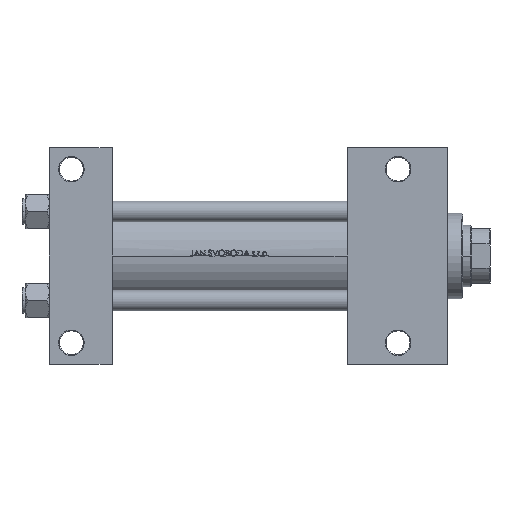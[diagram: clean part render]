
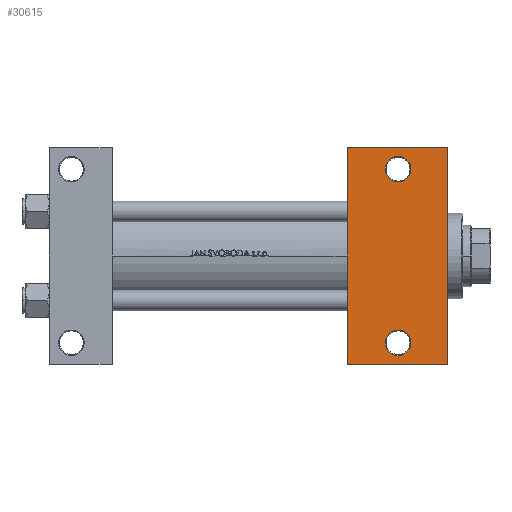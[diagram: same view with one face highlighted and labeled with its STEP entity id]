
A CAD part, front view. The second image highlights one B-rep face of the part: STEP entity #30615.
In plain terms, the highlighted face is planar.
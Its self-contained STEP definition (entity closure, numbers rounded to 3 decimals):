
#697 = DIRECTION ( 'NONE',  ( 0., -1., 0. ) ) ;
#782 = CARTESIAN_POINT ( 'NONE',  ( 175., -63.5, -37.5 ) ) ;
#1475 = LINE ( 'NONE', #42575, #38325 ) ;
#1734 = ORIENTED_EDGE ( 'NONE', *, *, #7155, .T. ) ;
#2221 = ORIENTED_EDGE ( 'NONE', *, *, #22089, .T. ) ;
#2620 = CARTESIAN_POINT ( 'NONE',  ( 175., -63.5, -37.5 ) ) ;
#3298 = VECTOR ( 'NONE', #13245, 1000. ) ;
#3957 = DIRECTION ( 'NONE',  ( -1., 0., 0. ) ) ;
#3980 = CIRCLE ( 'NONE', #30863, 7.5 ) ;
#5149 = ORIENTED_EDGE ( 'NONE', *, *, #43994, .T. ) ;
#5290 = DIRECTION ( 'NONE',  ( -1., 0., 0. ) ) ;
#5344 = ORIENTED_EDGE ( 'NONE', *, *, #16548, .T. ) ;
#7155 = EDGE_CURVE ( 'NONE', #40241, #17881, #45255, .T. ) ;
#7249 = VERTEX_POINT ( 'NONE', #41934 ) ;
#9195 = VERTEX_POINT ( 'NONE', #18352 ) ;
#9247 = EDGE_LOOP ( 'NONE', ( #1734, #41011 ) ) ;
#10242 = CIRCLE ( 'NONE', #16420, 7.5 ) ;
#10805 = CIRCLE ( 'NONE', #26921, 7.5 ) ;
#11138 = PLANE ( 'NONE',  #41484 ) ;
#12320 = VERTEX_POINT ( 'NONE', #782 ) ;
#13007 = AXIS2_PLACEMENT_3D ( 'NONE', #22467, #40513, #3957 ) ;
#13245 = DIRECTION ( 'NONE',  ( 1., 0., 0. ) ) ;
#13444 = CARTESIAN_POINT ( 'NONE',  ( 212.5, 51., -37.5 ) ) ;
#14846 = CARTESIAN_POINT ( 'NONE',  ( 197.5, -51., -37.5 ) ) ;
#16420 = AXIS2_PLACEMENT_3D ( 'NONE', #24571, #42606, #28404 ) ;
#16548 = EDGE_CURVE ( 'NONE', #9195, #44015, #3980, .T. ) ;
#17881 = VERTEX_POINT ( 'NONE', #34928 ) ;
#17944 = DIRECTION ( 'NONE',  ( -1., 0., 0. ) ) ;
#18352 = CARTESIAN_POINT ( 'NONE',  ( 197.5, 51., -37.5 ) ) ;
#18838 = ORIENTED_EDGE ( 'NONE', *, *, #30953, .T. ) ;
#20524 = EDGE_CURVE ( 'NONE', #17881, #40241, #10242, .T. ) ;
#20526 = CARTESIAN_POINT ( 'NONE',  ( 234., -63.5, -37.5 ) ) ;
#20777 = EDGE_LOOP ( 'NONE', ( #5344, #18838 ) ) ;
#22089 = EDGE_CURVE ( 'NONE', #7249, #28186, #44942, .T. ) ;
#22467 = CARTESIAN_POINT ( 'NONE',  ( 205., -51., -37.5 ) ) ;
#22678 = FACE_BOUND ( 'NONE', #9247, .T. ) ;
#24571 = CARTESIAN_POINT ( 'NONE',  ( 205., -51., -37.5 ) ) ;
#24883 = VERTEX_POINT ( 'NONE', #30555 ) ;
#25815 = CARTESIAN_POINT ( 'NONE',  ( 234., 37.5, -37.5 ) ) ;
#26052 = FACE_BOUND ( 'NONE', #20777, .T. ) ;
#26879 = EDGE_CURVE ( 'NONE', #24883, #12320, #1475, .T. ) ;
#26898 = CARTESIAN_POINT ( 'NONE',  ( 234., 37.5, -37.5 ) ) ;
#26921 = AXIS2_PLACEMENT_3D ( 'NONE', #33912, #34160, #5290 ) ;
#27679 = LINE ( 'NONE', #39862, #3298 ) ;
#28186 = VERTEX_POINT ( 'NONE', #20526 ) ;
#28404 = DIRECTION ( 'NONE',  ( -1., 0., 0. ) ) ;
#28586 = LINE ( 'NONE', #2620, #34882 ) ;
#30555 = CARTESIAN_POINT ( 'NONE',  ( 175., 63.5, -37.5 ) ) ;
#30574 = DIRECTION ( 'NONE',  ( 0., -1., 0. ) ) ;
#30615 = ADVANCED_FACE ( 'NONE', ( #26052, #22678, #40705 ), #11138, .T. ) ;
#30863 = AXIS2_PLACEMENT_3D ( 'NONE', #46546, #46778, #17944 ) ;
#30953 = EDGE_CURVE ( 'NONE', #44015, #9195, #10805, .T. ) ;
#31063 = VECTOR ( 'NONE', #697, 1000. ) ;
#33912 = CARTESIAN_POINT ( 'NONE',  ( 205., 51., -37.5 ) ) ;
#34160 = DIRECTION ( 'NONE',  ( 0., 0., 1. ) ) ;
#34882 = VECTOR ( 'NONE', #39171, 1000. ) ;
#34928 = CARTESIAN_POINT ( 'NONE',  ( 212.5, -51., -37.5 ) ) ;
#35865 = ORIENTED_EDGE ( 'NONE', *, *, #26879, .F. ) ;
#36111 = EDGE_LOOP ( 'NONE', ( #35865, #38997, #2221, #5149 ) ) ;
#36972 = EDGE_CURVE ( 'NONE', #24883, #7249, #27679, .T. ) ;
#38325 = VECTOR ( 'NONE', #30574, 1000. ) ;
#38997 = ORIENTED_EDGE ( 'NONE', *, *, #36972, .T. ) ;
#39171 = DIRECTION ( 'NONE',  ( -1., 0., 0. ) ) ;
#39862 = CARTESIAN_POINT ( 'NONE',  ( 175., 63.5, -37.5 ) ) ;
#40241 = VERTEX_POINT ( 'NONE', #14846 ) ;
#40481 = DIRECTION ( 'NONE',  ( -1., 0., 0. ) ) ;
#40513 = DIRECTION ( 'NONE',  ( 0., 0., 1. ) ) ;
#40705 = FACE_OUTER_BOUND ( 'NONE', #36111, .T. ) ;
#41011 = ORIENTED_EDGE ( 'NONE', *, *, #20524, .T. ) ;
#41484 = AXIS2_PLACEMENT_3D ( 'NONE', #25815, #44800, #40481 ) ;
#41934 = CARTESIAN_POINT ( 'NONE',  ( 234., 63.5, -37.5 ) ) ;
#42575 = CARTESIAN_POINT ( 'NONE',  ( 175., 37.5, -37.5 ) ) ;
#42606 = DIRECTION ( 'NONE',  ( 0., 0., 1. ) ) ;
#43994 = EDGE_CURVE ( 'NONE', #28186, #12320, #28586, .T. ) ;
#44015 = VERTEX_POINT ( 'NONE', #13444 ) ;
#44800 = DIRECTION ( 'NONE',  ( 0., 0., -1. ) ) ;
#44942 = LINE ( 'NONE', #26898, #31063 ) ;
#45255 = CIRCLE ( 'NONE', #13007, 7.5 ) ;
#46546 = CARTESIAN_POINT ( 'NONE',  ( 205., 51., -37.5 ) ) ;
#46778 = DIRECTION ( 'NONE',  ( 0., 0., 1. ) ) ;
